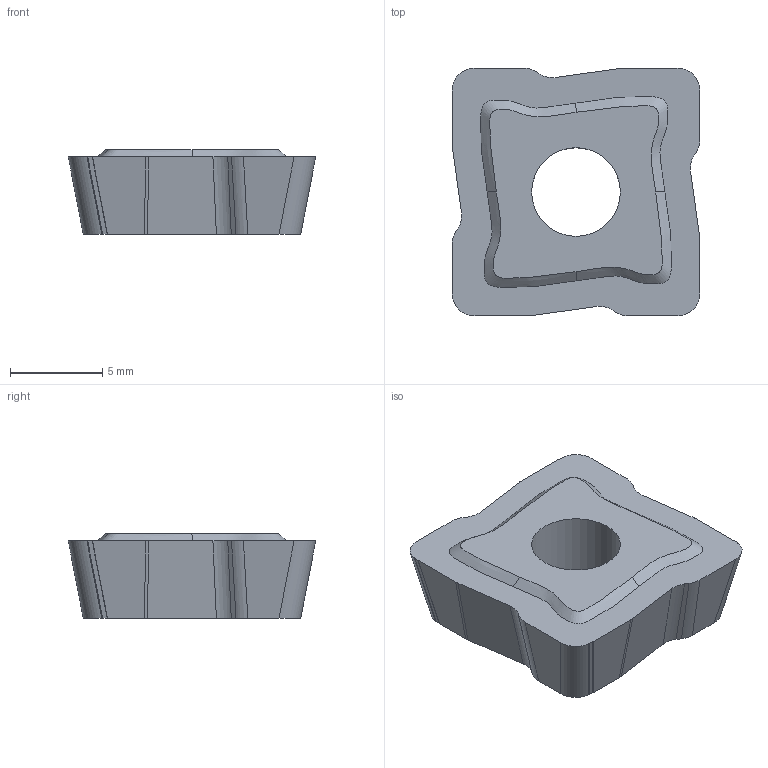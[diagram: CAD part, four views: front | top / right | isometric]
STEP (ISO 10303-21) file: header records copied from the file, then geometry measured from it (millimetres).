
FILE_DESCRIPTION(/* description */ (''),/* implementation_level */ '2;1');
FILE_NAME(/* name */ 'TCF120412FPV34_GTM.stp',/* time_stamp */ '2017-12-12T15:16:31+06:00',/* author */ (''),/* organization */ (''),/* preprocessor_version */ 'ST-DEVELOPER v15',/* originating_system */ 'SIEMENS PLM Software NX 9.0',/* authorisation */ ' ');
FILE_SCHEMA (('AUTOMOTIVE_DESIGN { 1 0 10303 214 3 1 1 1 }'));
Length unit declared in the file: millimetre
Products named in the file (1): TCF120412FPV34_GTM
Bounding box: 13.4 x 13.4 x 4.6 mm (x, y, z)
Volume: 587.6 mm3; surface area: 552.3 mm2
Topology: 1 solids, 1 shells, 52 faces, 191 edges, 186 vertices
Faces by surface type: cylinder 25, plane 23, bspline 4
Full cylindrical faces by diameter (mm): 4.8 x1
Entity records: 3476 total; most frequent: CARTESIAN_POINT 1679, DIRECTION 354, ORIENTED_EDGE 292, EDGE_CURVE 146, AXIS2_PLACEMENT_3D 125, LINE 104, VECTOR 104, VERTEX_POINT 98
